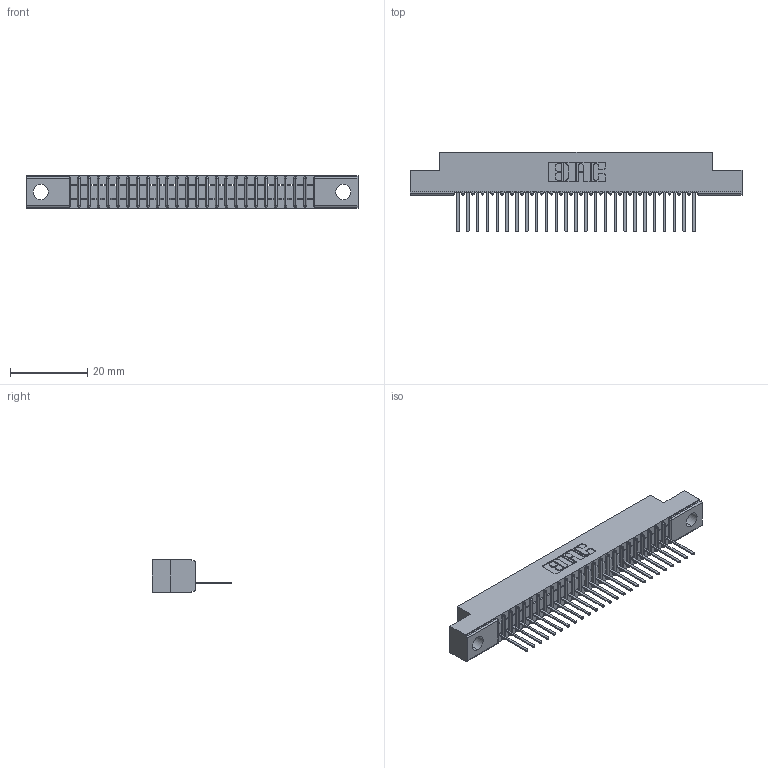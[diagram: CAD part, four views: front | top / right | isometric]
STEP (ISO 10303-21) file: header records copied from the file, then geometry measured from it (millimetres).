
FILE_DESCRIPTION (( 'STEP AP203' ), '1' );
FILE_NAME ('341-025-522-104.STEP', '2018-08-06T18:23:54', ( '' ), ( '' ), 'SwSTEP 2.0', 'SolidWorks 2016', '' );
FILE_SCHEMA (( 'CONFIG_CONTROL_DESIGN' ));
Length unit declared in the file: inch
Products named in the file (3): 341 Part_.156 (3.96) Dia Mounting Holes; 341-292-001_341-292-122; 341-025-522-104
Assembly tree (26 placements, depth 2):
  341-025-522-104
    341 Part_.156 (3.96) Dia Mounting Holes
    341-292-001_341-292-122  x25
Bounding box: 85.72 x 20.62 x 8.38 mm (x, y, z)
Volume: 4621.6 mm3; surface area: 8752.9 mm2
Topology: 26 solids, 26 shells, 2180 faces, 6277 edges, 4030 vertices
Faces by surface type: plane 1357, cylinder 723, sphere 52, torus 48
Entity records: 32138 total; most frequent: CARTESIAN_POINT 5456, ORIENTED_EDGE 5442, DIRECTION 5273, EDGE_CURVE 2721, VECTOR 2187, LINE 2187, VERTEX_POINT 1726, AXIS2_PLACEMENT_3D 1543
